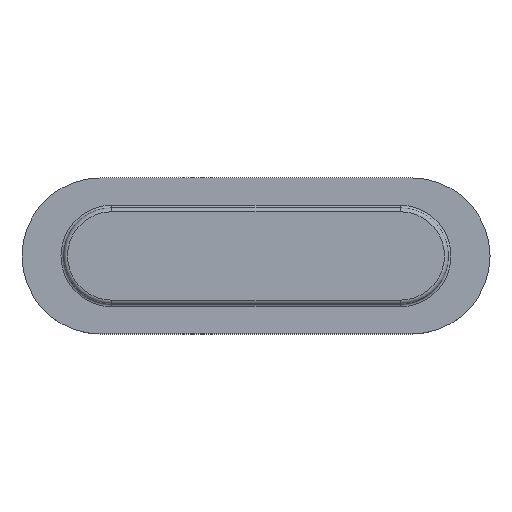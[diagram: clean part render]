
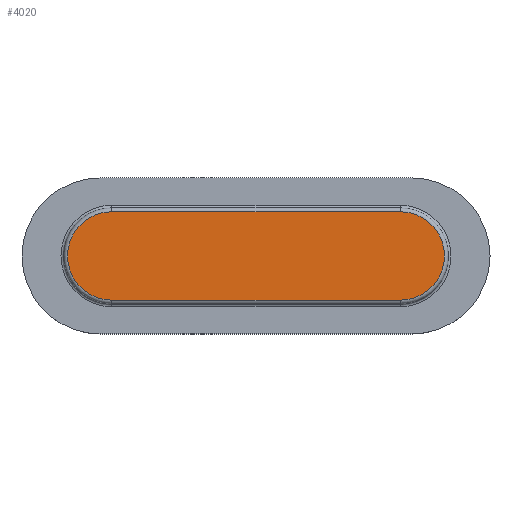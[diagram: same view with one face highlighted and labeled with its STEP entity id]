
A CAD part, top view. The second image highlights one B-rep face of the part: STEP entity #4020.
In plain terms, the highlighted planar face has unit normal (0, 0, 1).
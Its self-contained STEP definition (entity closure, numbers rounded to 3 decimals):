
#3610=CARTESIAN_POINT('',(90.,8.25,16.5));
#3620=DIRECTION('',(0.,0.,1.));
#3630=DIRECTION('',(1.,0.,0.));
#3640=AXIS2_PLACEMENT_3D('',#3610,#3620,#3630);
#3650=PLANE('',#3640);
#3660=CARTESIAN_POINT('',(90.,13.,16.5));
#3670=DIRECTION('',(1.,0.,0.));
#3680=VECTOR('',#3670,1.);
#3690=LINE('',#3660,#3680);
#3700=CARTESIAN_POINT('',(34.5,13.,16.5));
#3710=VERTEX_POINT('',#3700);
#3720=CARTESIAN_POINT('',(145.5,13.,16.5));
#3730=VERTEX_POINT('',#3720);
#3740=EDGE_CURVE('',#3710,#3730,#3690,.T.);
#3750=ORIENTED_EDGE('',*,*,#3740,.T.);
#3760=CARTESIAN_POINT('',(34.5,30.,16.5));
#3770=DIRECTION('',(0.,0.,1.));
#3780=DIRECTION('',(1.,0.,0.));
#3790=AXIS2_PLACEMENT_3D('',#3760,#3770,#3780);
#3800=CIRCLE('',#3790,17.);
#3810=CARTESIAN_POINT('',(34.5,47.,16.5));
#3820=VERTEX_POINT('',#3810);
#3830=EDGE_CURVE('',#3820,#3710,#3800,.T.);
#3840=ORIENTED_EDGE('',*,*,#3830,.T.);
#3850=CARTESIAN_POINT('',(90.,47.,16.5));
#3860=DIRECTION('',(-1.,0.,0.));
#3870=VECTOR('',#3860,1.);
#3880=LINE('',#3850,#3870);
#3890=CARTESIAN_POINT('',(145.5,47.,16.5));
#3900=VERTEX_POINT('',#3890);
#3910=EDGE_CURVE('',#3900,#3820,#3880,.T.);
#3920=ORIENTED_EDGE('',*,*,#3910,.T.);
#3930=CARTESIAN_POINT('',(145.5,30.,16.5));
#3940=DIRECTION('',(0.,0.,1.));
#3950=DIRECTION('',(1.,0.,0.));
#3960=AXIS2_PLACEMENT_3D('',#3930,#3940,#3950);
#3970=CIRCLE('',#3960,17.);
#3980=EDGE_CURVE('',#3730,#3900,#3970,.T.);
#3990=ORIENTED_EDGE('',*,*,#3980,.T.);
#4000=EDGE_LOOP('',(#3990,#3920,#3840,#3750));
#4010=FACE_OUTER_BOUND('',#4000,.T.);
#4020=ADVANCED_FACE('',(#4010),#3650,.T.);
